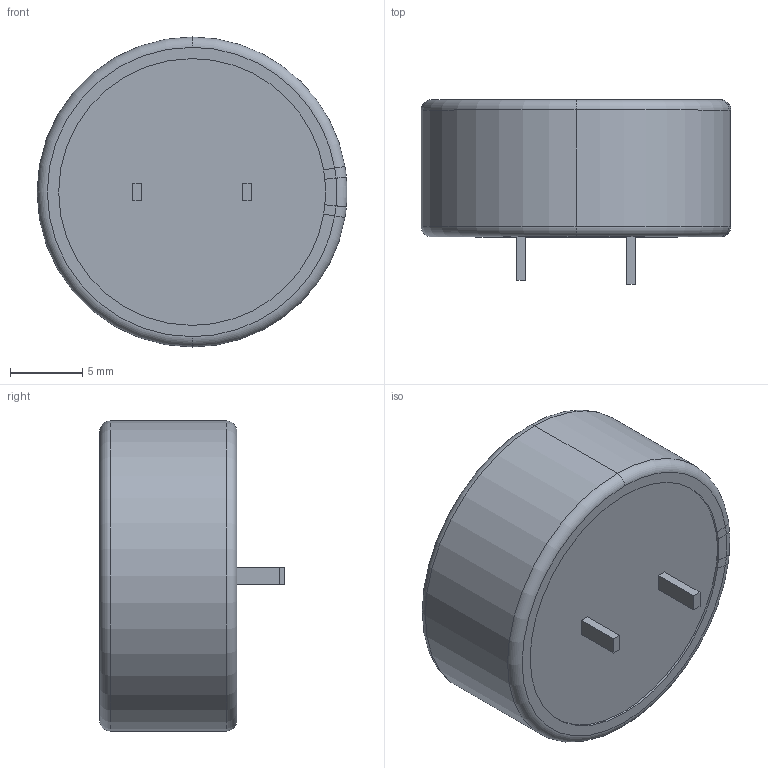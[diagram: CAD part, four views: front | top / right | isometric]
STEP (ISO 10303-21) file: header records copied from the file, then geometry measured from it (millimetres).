
FILE_DESCRIPTION (( 'STEP AP214' ), '1' );
FILE_NAME ('FGH0H105ZF.STEP', '2023-12-26T10:13:06', ( 'LENOVO' ), ( '' ), 'SwSTEP 2.0', 'SolidWorks 2021', '' );
FILE_SCHEMA (( 'AUTOMOTIVE_DESIGN' ));
Length unit declared in the file: millimetre
Products named in the file (1): FGH0H105ZF
Bounding box: 21.49 x 12.8 x 21.5 mm (x, y, z)
Volume: 3371.9 mm3; surface area: 1503.1 mm2
Topology: 5 solids, 5 shells, 60 faces, 138 edges, 88 vertices
Faces by surface type: plane 30, cylinder 18, torus 12
Entity records: 1806 total; most frequent: DIRECTION 328, CARTESIAN_POINT 287, ORIENTED_EDGE 276, EDGE_CURVE 138, AXIS2_PLACEMENT_3D 129, VERTEX_POINT 88, LINE 70, VECTOR 70
